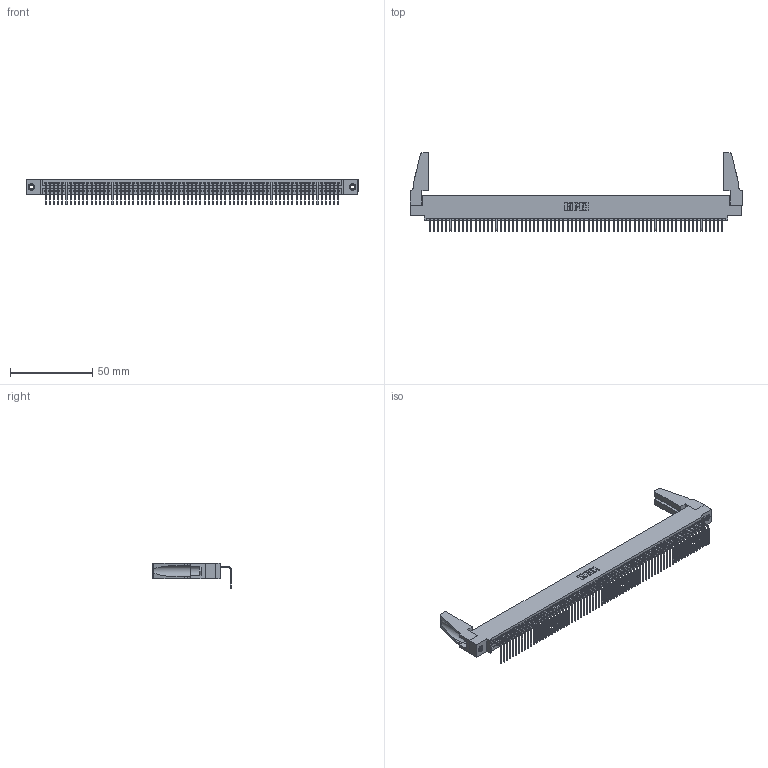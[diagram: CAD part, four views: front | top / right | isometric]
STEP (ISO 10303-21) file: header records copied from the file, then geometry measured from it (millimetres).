
FILE_DESCRIPTION (( 'STEP AP203' ), '1' );
FILE_NAME ('395-071-558-488.STEP', '2019-10-11T20:36:22', ( '' ), ( '' ), 'SwSTEP 2.0', 'SolidWorks 2016', '' );
FILE_SCHEMA (( 'CONFIG_CONTROL_DESIGN' ));
Length unit declared in the file: inch
Products named in the file (5): 345 Part_0.110 Offset - 0.156 Dia-TH; 345-292-001_558 Tail - 2; 345-250-001_345-250-001-102; 345-220-078_345-220-088; 395-071-558-488
Assembly tree (76 placements, depth 2):
  395-071-558-488
    345 Part_0.110 Offset - 0.156 Dia-TH
    345-292-001_558 Tail - 2  x71
    345-250-001_345-250-001-102  x2
    345-220-078_345-220-088  x2
Bounding box: 201.57 x 47.49 x 15.37 mm (x, y, z)
Volume: 22799 mm3; surface area: 30970.8 mm2
Topology: 76 solids, 76 shells, 4514 faces, 13589 edges, 8954 vertices
Faces by surface type: plane 3138, cylinder 1360, cone 12, torus 4
Entity records: 51896 total; most frequent: CARTESIAN_POINT 8979, ORIENTED_EDGE 8944, DIRECTION 7806, EDGE_CURVE 4472, LINE 4014, VECTOR 4014, VERTEX_POINT 2974, AXIS2_PLACEMENT_3D 1896
